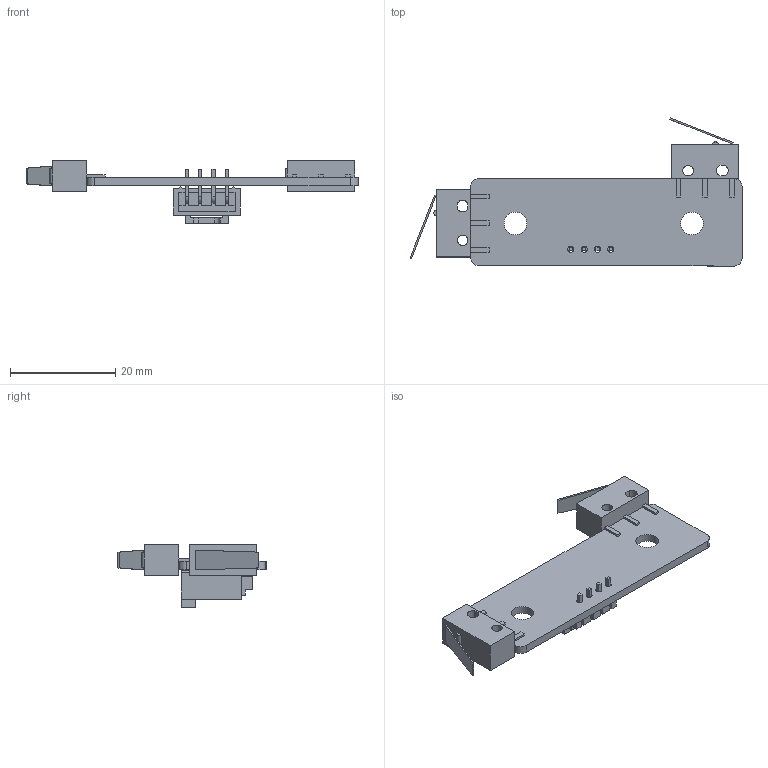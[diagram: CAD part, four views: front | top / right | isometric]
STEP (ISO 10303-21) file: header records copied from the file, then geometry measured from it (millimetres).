
FILE_DESCRIPTION(('KiCad electronic assembly'),'2;1');
FILE_NAME('MicroswitchXY-Endstop.step','2020-08-07T10:27:43',('An Author'),( 'A Company'),'Open CASCADE STEP processor 6.9', 'KiCad to STEP converter','Unknown');
FILE_SCHEMA(('AUTOMOTIVE_DESIGN { 1 0 10303 214 1 1 1 1 }'));
Length unit declared in the file: millimetre
Products named in the file (7): Open CASCADE STEP translator 6.9 1; D2F-L; D2F_L; SOLID; 1X4_CONN_L_RA; COMPOUND
Assembly tree (9 placements, depth 3):
  Open CASCADE STEP translator 6.9 1
    D2F-L  x2
    D2F_L  x2
      SOLID
    1X4_CONN_L_RA  x2
      SOLID
    COMPOUND
Bounding box: 63 x 28.1 x 11.86 mm (x, y, z)
Volume: 3210.7 mm3; surface area: 5001.3 mm2
Topology: 5 solids, 5 shells, 362 faces, 956 edges, 620 vertices
Faces by surface type: plane 324, cylinder 38
Full cylindrical faces by diameter (mm): 1.168 x4, 2 x2, 4.3 x2
Entity records: 12615 total; most frequent: CARTESIAN_POINT 2260, DIRECTION 1921, LINE 1395, VECTOR 1395, ORIENTED_EDGE 998, PCURVE 998, DEFINITIONAL_REPRESENTATION 998, EDGE_CURVE 499
